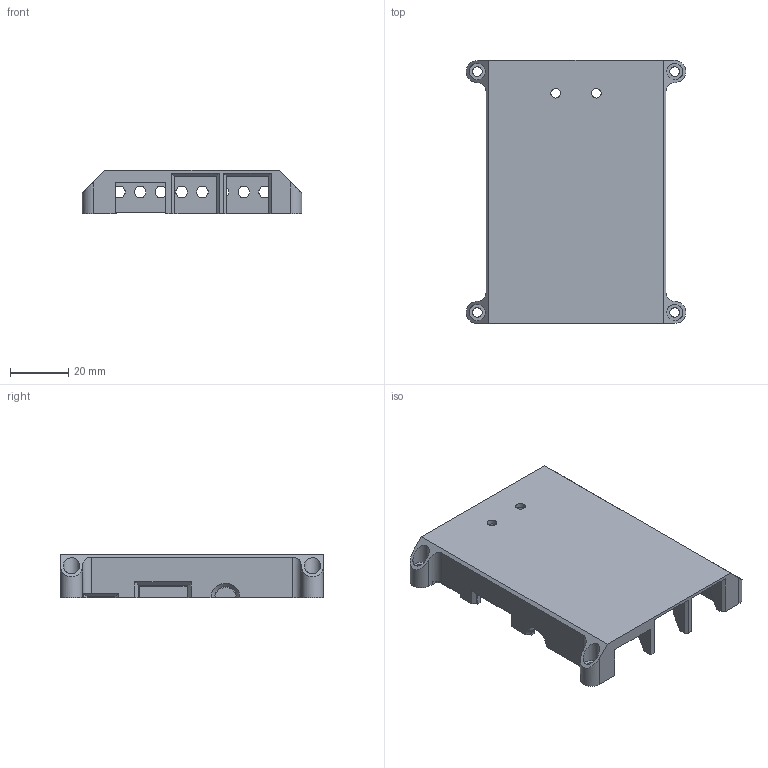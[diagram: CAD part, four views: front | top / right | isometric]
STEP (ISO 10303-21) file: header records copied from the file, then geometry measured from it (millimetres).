
FILE_DESCRIPTION(('FreeCAD Model'),'2;1');
FILE_NAME('Open CASCADE Shape Model','2024-06-20T20:05:11',(''),(''), 'Open CASCADE STEP processor 7.6','FreeCAD','Unknown');
FILE_SCHEMA(('AUTOMOTIVE_DESIGN { 1 0 10303 214 1 1 1 1 }'));
Length unit declared in the file: millimetre
Products named in the file (1): Top
Bounding box: 75.6 x 90.6 x 15 mm (x, y, z)
Volume: 17450.5 mm3; surface area: 19669 mm2
Topology: 1 solids, 1 shells, 125 faces, 343 edges, 224 vertices
Faces by surface type: plane 92, cylinder 31, cone 2
Full cylindrical faces by diameter (mm): 3.3 x6, 4 x8, 5.6 x4
Entity records: 4008 total; most frequent: CARTESIAN_POINT 693, ORIENTED_EDGE 686, DIRECTION 660, EDGE_CURVE 343, LINE 278, VECTOR 278, VERTEX_POINT 224, AXIS2_PLACEMENT_3D 191
